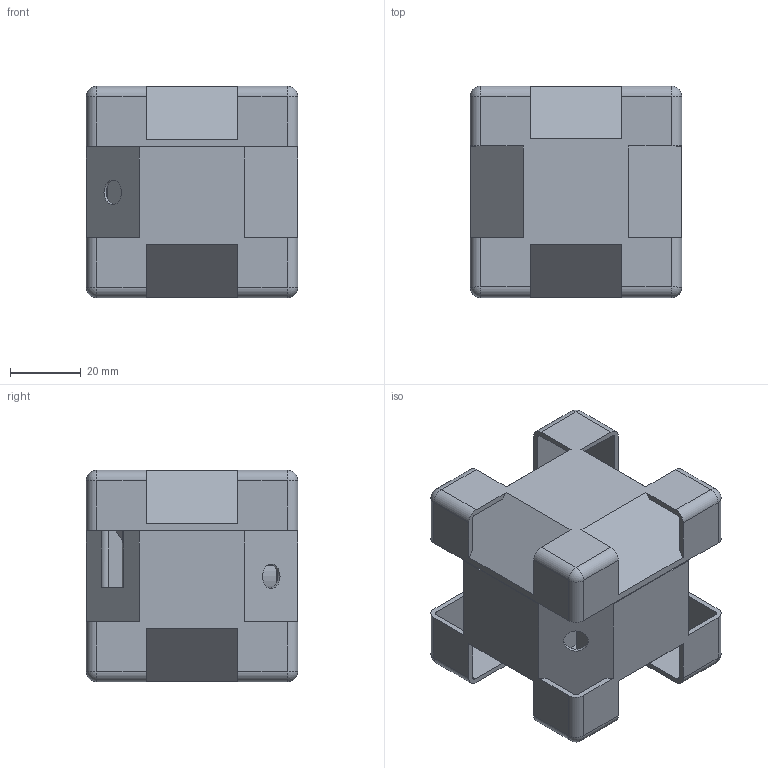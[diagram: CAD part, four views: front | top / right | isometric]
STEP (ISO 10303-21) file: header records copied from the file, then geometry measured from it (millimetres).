
FILE_DESCRIPTION(/* description */ (''),/* implementation_level */ '2;1');
FILE_NAME(/* name */ 'cube-charge-hold v7.step',/* time_stamp */ '2021-01-26T19:52:02+08:00',/* author */ (''),/* organization */ (''),/* preprocessor_version */ 'ST-DEVELOPER v18.1',/* originating_system */ 'Autodesk Translation Framework v9.7.1.1290',/* authorisation */ '');
FILE_SCHEMA (('AUTOMOTIVE_DESIGN { 1 0 10303 214 3 1 1 }'));
Length unit declared in the file: millimetre
Products named in the file (1): cube-charge-hold
Bounding box: 60 x 60 x 60 mm (x, y, z)
Volume: 28857.9 mm3; surface area: 45488.5 mm2
Topology: 3 solids, 3 shells, 377 faces, 1055 edges, 664 vertices
Faces by surface type: plane 199, cylinder 125, sphere 31, bspline 18, torus 4
Full cylindrical faces by diameter (mm): 7 x1
Entity records: 12537 total; most frequent: CARTESIAN_POINT 2687, ORIENTED_EDGE 2110, DIRECTION 2009, EDGE_CURVE 1055, LINE 725, VECTOR 725, VERTEX_POINT 664, AXIS2_PLACEMENT_3D 642
